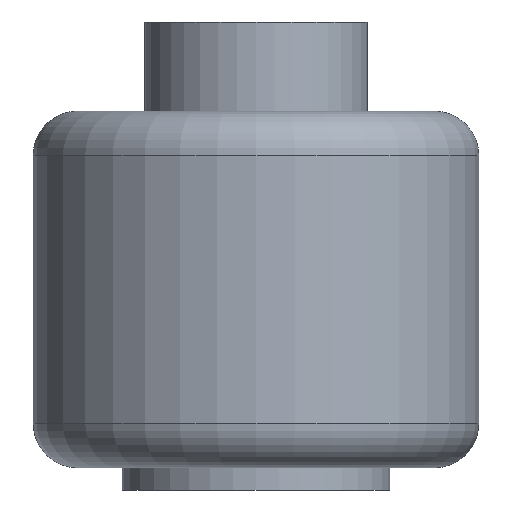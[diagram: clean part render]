
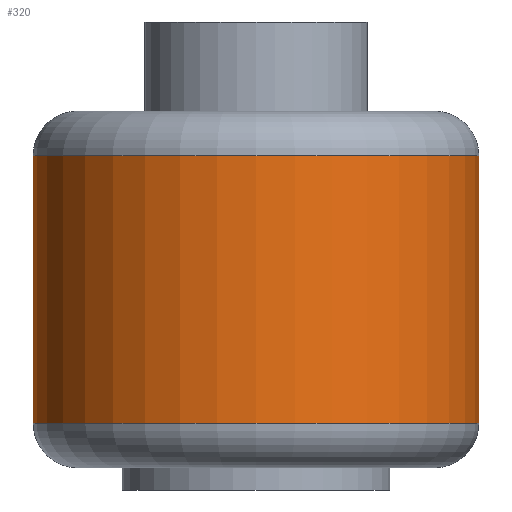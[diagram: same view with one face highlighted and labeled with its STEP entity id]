
A CAD part, front view. The second image highlights one B-rep face of the part: STEP entity #320.
In plain terms, the highlighted cylindrical face has radius 10 mm (diameter 20 mm), a partial arc.
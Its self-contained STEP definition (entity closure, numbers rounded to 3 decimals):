
#251=CARTESIAN_POINT('Vertex',(-10.,0.,14.)) ;
#254=CARTESIAN_POINT('Axis2P3D Location',(0.,0.,14.)) ;
#258=CARTESIAN_POINT('Vertex',(10.,0.,14.)) ;
#290=CARTESIAN_POINT('Axis2P3D Location',(0.,0.,8.)) ;
#295=CARTESIAN_POINT('Line Origine',(10.,0.,8.)) ;
#299=CARTESIAN_POINT('Vertex',(10.,0.,2.)) ;
#302=CARTESIAN_POINT('Line Origine',(-10.,0.,8.)) ;
#306=CARTESIAN_POINT('Vertex',(-10.,0.,2.)) ;
#309=CARTESIAN_POINT('Axis2P3D Location',(0.,0.,2.)) ;
#255=DIRECTION('Axis2P3D Direction',(0.,-0.,1.)) ;
#291=DIRECTION('Axis2P3D Direction',(0.,0.,1.)) ;
#292=DIRECTION('Axis2P3D XDirection',(1.,0.,0.)) ;
#296=DIRECTION('Vector Direction',(0.,0.,1.)) ;
#303=DIRECTION('Vector Direction',(0.,0.,1.)) ;
#310=DIRECTION('Axis2P3D Direction',(0.,0.,1.)) ;
#256=AXIS2_PLACEMENT_3D('Circle Axis2P3D',#254,#255,$) ;
#293=AXIS2_PLACEMENT_3D('Cylinder Axis2P3D',#290,#291,#292) ;
#311=AXIS2_PLACEMENT_3D('Circle Axis2P3D',#309,#310,$) ;
#315=ORIENTED_EDGE('',*,*,#301,.T.) ;
#316=ORIENTED_EDGE('',*,*,#260,.F.) ;
#317=ORIENTED_EDGE('',*,*,#308,.F.) ;
#318=ORIENTED_EDGE('',*,*,#313,.T.) ;
#297=VECTOR('Line Direction',#296,1.) ;
#304=VECTOR('Line Direction',#303,1.) ;
#320=ADVANCED_FACE('PartBody',(#319),#294,.T.) ;
#257=CIRCLE('generated circle',#256,10.) ;
#312=CIRCLE('generated circle',#311,10.) ;
#294=CYLINDRICAL_SURFACE('generated cylinder',#293,10.) ;
#260=EDGE_CURVE('',#252,#259,#257,.T.) ;
#301=EDGE_CURVE('',#300,#259,#298,.T.) ;
#308=EDGE_CURVE('',#307,#252,#305,.T.) ;
#313=EDGE_CURVE('',#307,#300,#312,.T.) ;
#314=EDGE_LOOP('',(#315,#316,#317,#318)) ;
#319=FACE_OUTER_BOUND('',#314,.T.) ;
#298=LINE('Line',#295,#297) ;
#305=LINE('Line',#302,#304) ;
#252=VERTEX_POINT('',#251) ;
#259=VERTEX_POINT('',#258) ;
#300=VERTEX_POINT('',#299) ;
#307=VERTEX_POINT('',#306) ;
